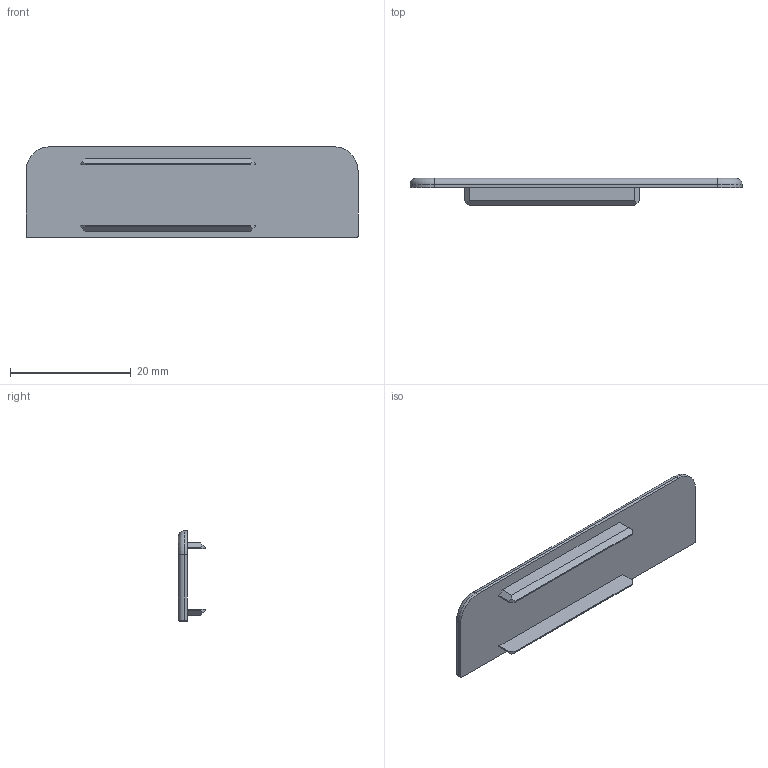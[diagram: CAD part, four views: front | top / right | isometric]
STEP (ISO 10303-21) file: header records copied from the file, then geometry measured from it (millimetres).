
FILE_DESCRIPTION(('produced by SPATIAL CORP'),'2;1');
FILE_NAME( 'door_monitor_.prt.hh.sat.stp','2002-04-19T13:51:26+00:00',('SPATIAL CORP'),('SPATIAL CORP'), 'ACIS STEP Husk','http://www.spatial.com','SPATIAL CORP');
FILE_SCHEMA(('CONFIG_CONTROL_DESIGN'));
Length unit declared in the file: millimetre
Products named in the file (1): PRODUCT_ID_1
Bounding box: 55 x 4.5 x 15 mm (x, y, z)
Volume: 1357 mm3; surface area: 2142.9 mm2
Topology: 1 solids, 1 shells, 138 faces, 373 edges, 246 vertices
Faces by surface type: plane 126, cylinder 8, torus 4
Entity records: 4338 total; most frequent: CARTESIAN_POINT 757, ORIENTED_EDGE 746, DIRECTION 669, EDGE_CURVE 373, VECTOR 353, LINE 353, VERTEX_POINT 246, AXIS2_PLACEMENT_3D 158
